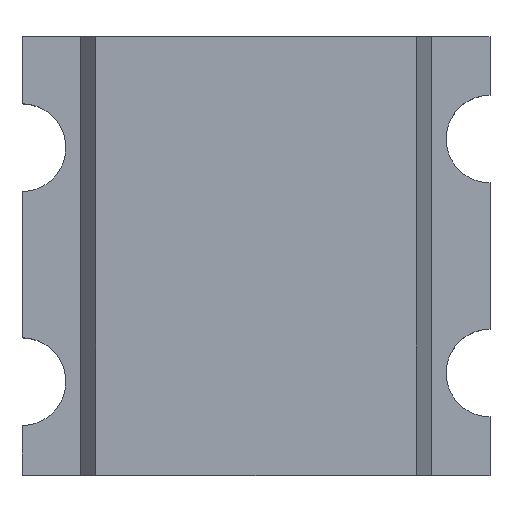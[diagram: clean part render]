
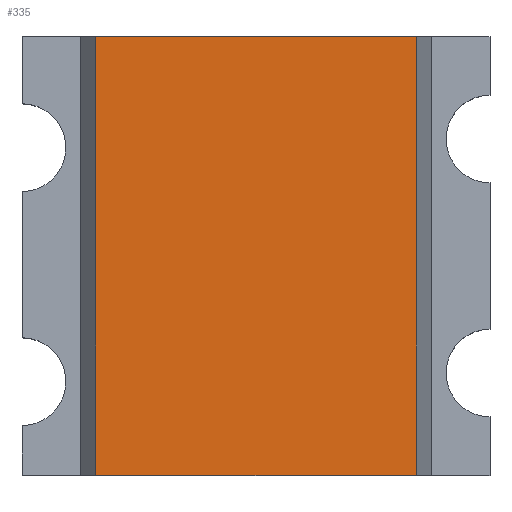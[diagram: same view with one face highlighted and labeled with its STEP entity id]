
A CAD part, top view. The second image highlights one B-rep face of the part: STEP entity #335.
In plain terms, the highlighted planar face has unit normal (0, 0, 1).
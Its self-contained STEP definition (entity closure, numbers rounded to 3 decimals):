
#29=FACE_OUTER_BOUND('',#47,.T.);
#47=EDGE_LOOP('',(#231,#232,#233,#234));
#65=LINE('',#493,#105);
#69=LINE('',#502,#109);
#71=LINE('',#505,#111);
#72=LINE('',#506,#112);
#105=VECTOR('',#397,10.);
#109=VECTOR('',#403,10.);
#111=VECTOR('',#407,10.);
#112=VECTOR('',#408,10.);
#145=VERTEX_POINT('',#490);
#146=VERTEX_POINT('',#492);
#149=VERTEX_POINT('',#499);
#150=VERTEX_POINT('',#501);
#177=EDGE_CURVE('',#146,#145,#65,.F.);
#181=EDGE_CURVE('',#150,#149,#69,.F.);
#183=EDGE_CURVE('',#149,#146,#71,.T.);
#184=EDGE_CURVE('',#145,#150,#72,.T.);
#231=ORIENTED_EDGE('',*,*,#181,.T.);
#232=ORIENTED_EDGE('',*,*,#183,.T.);
#233=ORIENTED_EDGE('',*,*,#177,.T.);
#234=ORIENTED_EDGE('',*,*,#184,.T.);
#321=PLANE('',#367);
#335=ADVANCED_FACE('',(#29),#321,.T.);
#367=AXIS2_PLACEMENT_3D('',#504,#405,#406);
#397=DIRECTION('',(0.,-1.,0.));
#403=DIRECTION('',(0.,1.,0.));
#405=DIRECTION('center_axis',(0.,0.,1.));
#406=DIRECTION('ref_axis',(1.,0.,0.));
#407=DIRECTION('',(1.,0.,0.));
#408=DIRECTION('',(-1.,0.,0.));
#490=CARTESIAN_POINT('',(0.547,0.75,0.6));
#492=CARTESIAN_POINT('',(0.547,-0.75,0.6));
#493=CARTESIAN_POINT('',(0.547,-0.375,0.6));
#499=CARTESIAN_POINT('',(-0.547,-0.75,0.6));
#501=CARTESIAN_POINT('',(-0.547,0.75,0.6));
#502=CARTESIAN_POINT('',(-0.547,0.375,0.6));
#504=CARTESIAN_POINT('Origin',(0.,0.,0.6));
#505=CARTESIAN_POINT('',(0.8,-0.75,0.6));
#506=CARTESIAN_POINT('',(-0.8,0.75,0.6));
